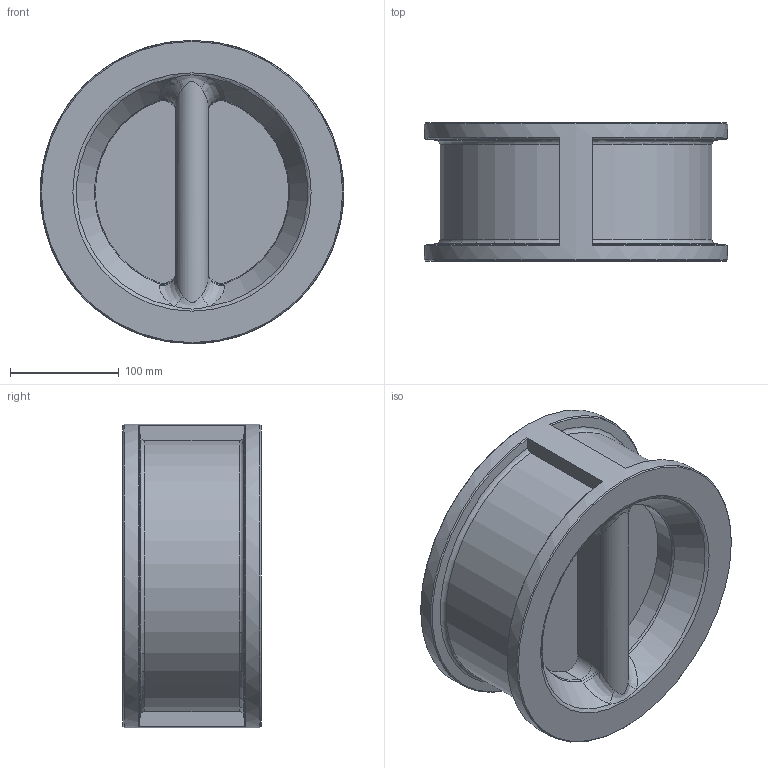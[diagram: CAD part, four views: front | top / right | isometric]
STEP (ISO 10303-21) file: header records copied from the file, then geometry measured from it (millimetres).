
FILE_DESCRIPTION (( 'STEP AP214' ), '1' );
FILE_NAME ('916-200 ANSI150_Dummy.STEP', '2024-01-22T08:20:45', ( '' ), ( '' ), 'SwSTEP 2.0', 'SolidWorks 2022', '' );
FILE_SCHEMA (( 'AUTOMOTIVE_DESIGN' ));
Length unit declared in the file: millimetre
Products named in the file (1): 916-200 ANSI150_Dummy
Bounding box: 279 x 127 x 279 mm (x, y, z)
Volume: 3107862.8 mm3; surface area: 360932.5 mm2
Topology: 3 solids, 3 shells, 76 faces, 177 edges, 113 vertices
Faces by surface type: cylinder 23, plane 17, bspline 14, cone 13, torus 9
Full cylindrical faces by diameter (mm): 8 x1, 13 x1, 219 x1, 279 x1
Entity records: 3440 total; most frequent: CARTESIAN_POINT 1859, ORIENTED_EDGE 328, DIRECTION 284, EDGE_CURVE 164, AXIS2_PLACEMENT_3D 125, VERTEX_POINT 108, EDGE_LOOP 90, FACE_OUTER_BOUND 81
